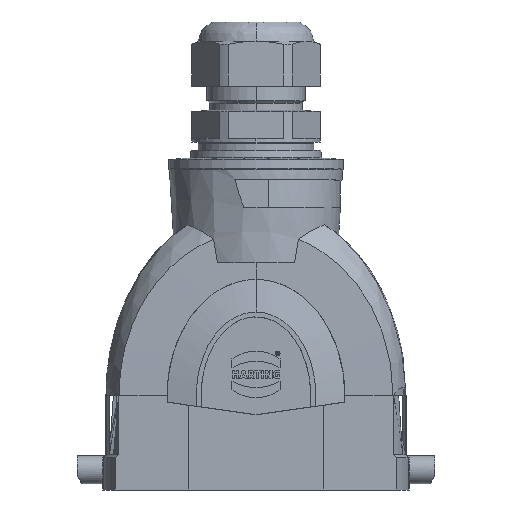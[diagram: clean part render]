
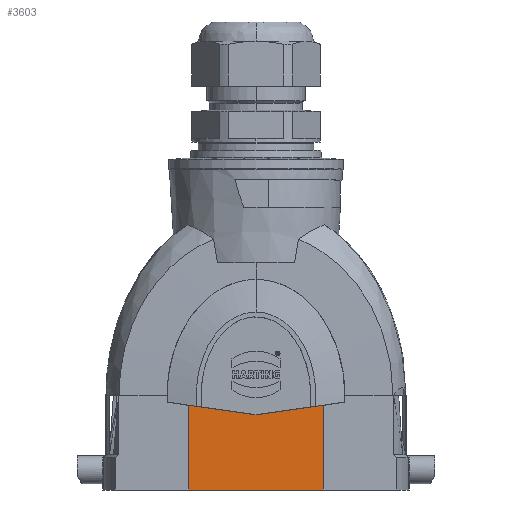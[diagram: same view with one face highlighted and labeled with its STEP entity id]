
A CAD part, front view. The second image highlights one B-rep face of the part: STEP entity #3603.
In plain terms, the highlighted planar face has unit normal (0, -1, 0).
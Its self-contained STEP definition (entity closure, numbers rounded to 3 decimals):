
#1333=FACE_OUTER_BOUND('',#4558,.T.);
#1993=LINE('',#16632,#2719);
#2039=LINE('',#17204,#2766);
#2042=LINE('',#17210,#2769);
#2043=LINE('',#17212,#2770);
#2044=LINE('',#17214,#2771);
#2719=VECTOR('',#12460,1.);
#2766=VECTOR('',#12553,1.);
#2769=VECTOR('',#12558,1.);
#2770=VECTOR('',#12559,1.);
#2771=VECTOR('',#12560,1.);
#3293=PLANE('',#11444);
#3603=ADVANCED_FACE('',(#1333),#3293,.F.);
#4558=EDGE_LOOP('',(#5640,#5641,#5642,#5643,#5644));
#5640=ORIENTED_EDGE('',*,*,#9589,.T.);
#5641=ORIENTED_EDGE('',*,*,#9499,.T.);
#5642=ORIENTED_EDGE('',*,*,#9592,.T.);
#5643=ORIENTED_EDGE('',*,*,#9593,.T.);
#5644=ORIENTED_EDGE('',*,*,#9594,.T.);
#8413=VERTEX_POINT('',#16631);
#8414=VERTEX_POINT('',#16633);
#8466=VERTEX_POINT('',#17205);
#8468=VERTEX_POINT('',#17211);
#8469=VERTEX_POINT('',#17213);
#9499=EDGE_CURVE('',#8414,#8413,#1993,.T.);
#9589=EDGE_CURVE('',#8466,#8414,#2039,.T.);
#9592=EDGE_CURVE('',#8413,#8468,#2042,.T.);
#9593=EDGE_CURVE('',#8468,#8469,#2043,.T.);
#9594=EDGE_CURVE('',#8469,#8466,#2044,.T.);
#11444=AXIS2_PLACEMENT_3D('',#17215,#12561,#12562);
#12460=DIRECTION('',(1.,0.,0.));
#12553=DIRECTION('',(0.,0.,-1.));
#12558=DIRECTION('',(0.,0.,1.));
#12559=DIRECTION('',(-0.99,0.,-0.139));
#12560=DIRECTION('',(-0.99,0.,0.139));
#12561=DIRECTION('',(0.,1.,0.));
#12562=DIRECTION('',(0.,0.,1.));
#16631=CARTESIAN_POINT('',(20.92,-22.5,-10.15));
#16632=CARTESIAN_POINT('',(-20.92,-22.5,-10.15));
#16633=CARTESIAN_POINT('',(-20.92,-22.5,-10.15));
#17204=CARTESIAN_POINT('',(-20.92,-22.5,19.3));
#17205=CARTESIAN_POINT('',(-20.92,-22.5,16.239));
#17210=CARTESIAN_POINT('',(20.92,-22.5,19.3));
#17211=CARTESIAN_POINT('',(20.92,-22.5,16.239));
#17212=CARTESIAN_POINT('',(21.342,-22.5,16.298));
#17213=CARTESIAN_POINT('',(0.,-22.5,13.299));
#17214=CARTESIAN_POINT('',(-21.342,-22.5,16.298));
#17215=CARTESIAN_POINT('',(-20.92,-22.5,19.3));
